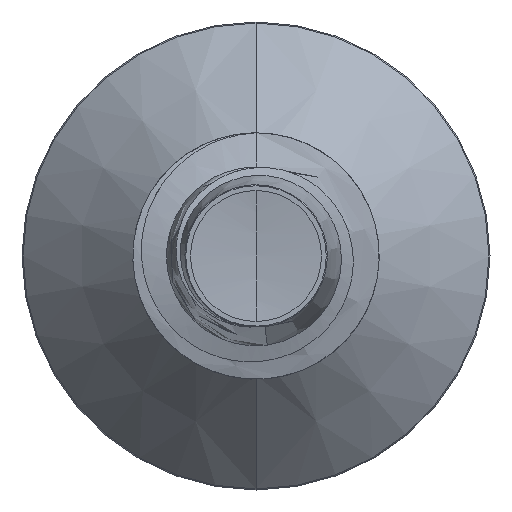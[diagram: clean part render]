
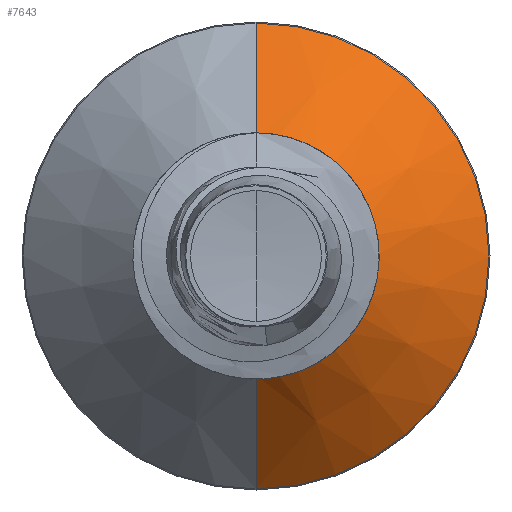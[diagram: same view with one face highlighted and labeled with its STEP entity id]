
A CAD part, front view. The second image highlights one B-rep face of the part: STEP entity #7643.
In plain terms, the highlighted conical face has half-angle 45 degrees and reference radius 0.97 mm.
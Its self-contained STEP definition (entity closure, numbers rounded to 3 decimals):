
#1166 = CONICAL_SURFACE ( 'NONE', #10166, 0.97, 0.785 ) ;
#1736 = CARTESIAN_POINT ( 'NONE',  ( 0., 8.72, -0.97 ) ) ;
#2024 = ORIENTED_EDGE ( 'NONE', *, *, #17341, .F. ) ;
#3447 = ORIENTED_EDGE ( 'NONE', *, *, #9522, .T. ) ;
#4685 = CARTESIAN_POINT ( 'NONE',  ( 0., 8.72, 0.97 ) ) ;
#4745 = CARTESIAN_POINT ( 'NONE',  ( 0., 9.641, 1.891 ) ) ;
#6741 = EDGE_CURVE ( 'NONE', #10589, #10779, #8703, .T. ) ;
#6877 = EDGE_LOOP ( 'NONE', ( #11505, #3447, #6897, #2024 ) ) ;
#6897 = ORIENTED_EDGE ( 'NONE', *, *, #6741, .F. ) ;
#6900 = DIRECTION ( 'NONE',  ( 0., 0., 1. ) ) ;
#6911 = DIRECTION ( 'NONE',  ( 0., 1., 0. ) ) ;
#6931 = CARTESIAN_POINT ( 'NONE',  ( 0., 9.641, 0. ) ) ;
#7090 = AXIS2_PLACEMENT_3D ( 'NONE', #8863, #8826, #8805 ) ;
#7643 = ADVANCED_FACE ( 'NONE', ( #16455 ), #1166, .T. ) ;
#8703 = CIRCLE ( 'NONE', #14673, 1.891 ) ;
#8805 = DIRECTION ( 'NONE',  ( 0., 0., 1. ) ) ;
#8826 = DIRECTION ( 'NONE',  ( 0., 1., 0. ) ) ;
#8863 = CARTESIAN_POINT ( 'NONE',  ( 0., 8.72, 0. ) ) ;
#9522 = EDGE_CURVE ( 'NONE', #11227, #10779, #9825, .T. ) ;
#9539 = CARTESIAN_POINT ( 'NONE',  ( 0., 8.72, -0.97 ) ) ;
#9825 = LINE ( 'NONE', #9539, #17215 ) ;
#10166 = AXIS2_PLACEMENT_3D ( 'NONE', #11246, #17733, #14055 ) ;
#10589 = VERTEX_POINT ( 'NONE', #4745 ) ;
#10779 = VERTEX_POINT ( 'NONE', #18238 ) ;
#11227 = VERTEX_POINT ( 'NONE', #1736 ) ;
#11246 = CARTESIAN_POINT ( 'NONE',  ( 0., 8.72, 0. ) ) ;
#11505 = ORIENTED_EDGE ( 'NONE', *, *, #12380, .T. ) ;
#11949 = LINE ( 'NONE', #15404, #12410 ) ;
#12380 = EDGE_CURVE ( 'NONE', #13087, #11227, #15911, .T. ) ;
#12410 = VECTOR ( 'NONE', #16091, 1000. ) ;
#13087 = VERTEX_POINT ( 'NONE', #4685 ) ;
#14055 = DIRECTION ( 'NONE',  ( 0., 0., 1. ) ) ;
#14673 = AXIS2_PLACEMENT_3D ( 'NONE', #6931, #6911, #6900 ) ;
#15262 = DIRECTION ( 'NONE',  ( 0., 0.707, -0.707 ) ) ;
#15404 = CARTESIAN_POINT ( 'NONE',  ( 0., 8.72, 0.97 ) ) ;
#15911 = CIRCLE ( 'NONE', #7090, 0.97 ) ;
#16091 = DIRECTION ( 'NONE',  ( 0., 0.707, 0.707 ) ) ;
#16455 = FACE_OUTER_BOUND ( 'NONE', #6877, .T. ) ;
#17215 = VECTOR ( 'NONE', #15262, 1000. ) ;
#17341 = EDGE_CURVE ( 'NONE', #13087, #10589, #11949, .T. ) ;
#17733 = DIRECTION ( 'NONE',  ( 0., 1., 0. ) ) ;
#18238 = CARTESIAN_POINT ( 'NONE',  ( 0., 9.641, -1.891 ) ) ;
